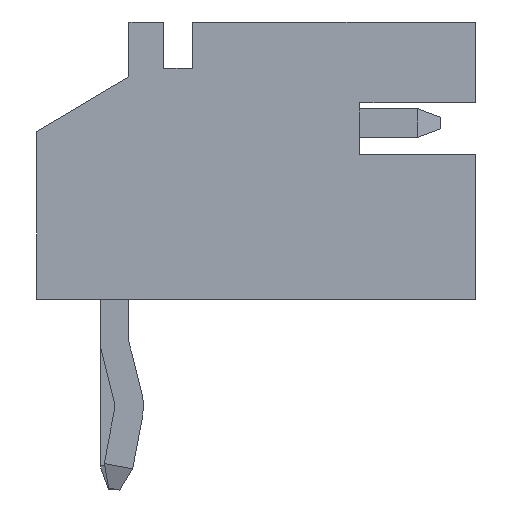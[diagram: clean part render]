
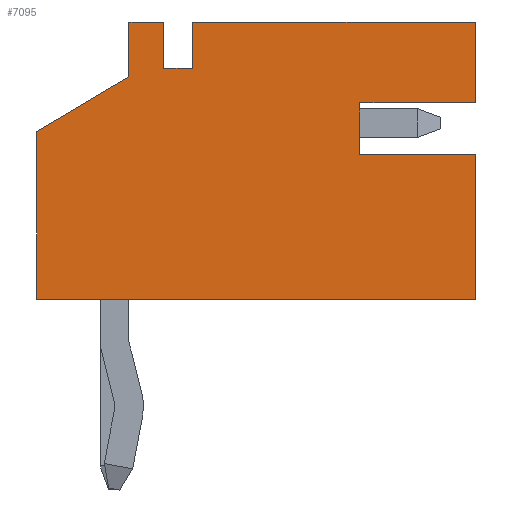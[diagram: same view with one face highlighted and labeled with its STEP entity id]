
A CAD part, left-side view. The second image highlights one B-rep face of the part: STEP entity #7095.
In plain terms, the highlighted face is planar.
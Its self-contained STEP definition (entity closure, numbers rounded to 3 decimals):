
#1339=ORIENTED_EDGE('',*,*,#2130,.F.);
#1340=ORIENTED_EDGE('',*,*,#2128,.F.);
#1341=ORIENTED_EDGE('',*,*,#1984,.F.);
#1342=ORIENTED_EDGE('',*,*,#1967,.F.);
#1343=ORIENTED_EDGE('',*,*,#2121,.T.);
#1344=ORIENTED_EDGE('',*,*,#2124,.T.);
#1345=ORIENTED_EDGE('',*,*,#2126,.T.);
#1346=ORIENTED_EDGE('',*,*,#1928,.F.);
#1347=ORIENTED_EDGE('',*,*,#2222,.F.);
#1348=ORIENTED_EDGE('',*,*,#2136,.F.);
#1349=ORIENTED_EDGE('',*,*,#2133,.F.);
#1350=ORIENTED_EDGE('',*,*,#2036,.F.);
#1351=ORIENTED_EDGE('',*,*,#2028,.F.);
#1352=ORIENTED_EDGE('',*,*,#2132,.F.);
#1928=EDGE_CURVE('',#2551,#2552,#3044,.T.);
#1967=EDGE_CURVE('',#2576,#2577,#3083,.T.);
#1984=EDGE_CURVE('',#2577,#2593,#3100,.T.);
#2028=EDGE_CURVE('',#2625,#2626,#3144,.T.);
#2036=EDGE_CURVE('',#2626,#2632,#3152,.T.);
#2121=EDGE_CURVE('',#2576,#2694,#3232,.T.);
#2124=EDGE_CURVE('',#2694,#2696,#3235,.T.);
#2126=EDGE_CURVE('',#2696,#2552,#3237,.T.);
#2128=EDGE_CURVE('',#2593,#2697,#3239,.T.);
#2130=EDGE_CURVE('',#2697,#2698,#3241,.T.);
#2132=EDGE_CURVE('',#2698,#2625,#3243,.T.);
#2133=EDGE_CURVE('',#2632,#2699,#3244,.T.);
#2136=EDGE_CURVE('',#2699,#2701,#3247,.T.);
#2222=EDGE_CURVE('',#2701,#2551,#3328,.T.);
#2551=VERTEX_POINT('',#9579);
#2552=VERTEX_POINT('',#9581);
#2576=VERTEX_POINT('',#9654);
#2577=VERTEX_POINT('',#9656);
#2593=VERTEX_POINT('',#9691);
#2625=VERTEX_POINT('',#9780);
#2626=VERTEX_POINT('',#9782);
#2632=VERTEX_POINT('',#9797);
#2694=VERTEX_POINT('',#9955);
#2696=VERTEX_POINT('',#9961);
#2697=VERTEX_POINT('',#9969);
#2698=VERTEX_POINT('',#9973);
#2699=VERTEX_POINT('',#9979);
#2701=VERTEX_POINT('',#9985);
#3044=LINE('',#9580,#3690);
#3083=LINE('',#9655,#3729);
#3100=LINE('',#9690,#3746);
#3144=LINE('',#9781,#3790);
#3152=LINE('',#9796,#3798);
#3232=LINE('',#9956,#3878);
#3235=LINE('',#9962,#3881);
#3237=LINE('',#9965,#3883);
#3239=LINE('',#9968,#3885);
#3241=LINE('',#9972,#3887);
#3243=LINE('',#9976,#3889);
#3244=LINE('',#9978,#3890);
#3247=LINE('',#9984,#3893);
#3328=LINE('',#10162,#3974);
#3690=VECTOR('',#8159,1000.);
#3729=VECTOR('',#8220,1000.);
#3746=VECTOR('',#8241,1000.);
#3790=VECTOR('',#8313,1000.);
#3798=VECTOR('',#8323,1000.);
#3878=VECTOR('',#8437,1000.);
#3881=VECTOR('',#8442,1000.);
#3883=VECTOR('',#8446,1000.);
#3885=VECTOR('',#8450,1000.);
#3887=VECTOR('',#8454,1000.);
#3889=VECTOR('',#8458,1000.);
#3890=VECTOR('',#8461,1000.);
#3893=VECTOR('',#8466,1000.);
#3974=VECTOR('',#8681,1000.);
#4308=EDGE_LOOP('',(#1339,#1340,#1341,#1342,#1343,#1344,#1345,#1346,#1347,
#1348,#1349,#1350,#1351,#1352));
#4602=FACE_BOUND('',#4308,.T.);
#4853=PLANE('',#7464);
#7095=ADVANCED_FACE('',(#4602),#4853,.F.);
#7464=AXIS2_PLACEMENT_3D('',#10164,#8684,#8685);
#8159=DIRECTION('',(0.,0.,1.));
#8220=DIRECTION('',(0.,0.,1.));
#8241=DIRECTION('',(0.,1.,0.));
#8313=DIRECTION('',(0.,1.,0.));
#8323=DIRECTION('',(0.,0.,-1.));
#8437=DIRECTION('',(0.,1.,0.));
#8442=DIRECTION('',(0.,0.,-1.));
#8446=DIRECTION('',(0.,-1.,0.));
#8450=DIRECTION('',(0.,0.,-1.));
#8454=DIRECTION('',(0.,1.,0.));
#8458=DIRECTION('',(0.,0.,1.));
#8461=DIRECTION('',(0.,-1.,0.));
#8466=DIRECTION('',(0.,-0.511,0.86));
#8681=DIRECTION('',(0.,-1.,0.));
#8684=DIRECTION('',(-1.,0.,0.));
#8685=DIRECTION('',(0.,0.,1.));
#9579=CARTESIAN_POINT('',(7.,-2.4,-3.));
#9580=CARTESIAN_POINT('',(7.,-2.4,-3.));
#9581=CARTESIAN_POINT('',(7.,-2.4,-2.4));
#9654=CARTESIAN_POINT('',(7.,-2.4,-1.9));
#9655=CARTESIAN_POINT('',(7.,-2.4,-3.));
#9656=CARTESIAN_POINT('',(7.,-2.4,3.));
#9690=CARTESIAN_POINT('',(7.,-2.4,3.));
#9691=CARTESIAN_POINT('',(7.,-1.,3.));
#9780=CARTESIAN_POINT('',(7.,-0.1,3.));
#9781=CARTESIAN_POINT('',(7.,-2.4,3.));
#9782=CARTESIAN_POINT('',(7.,2.4,3.));
#9796=CARTESIAN_POINT('',(7.,2.4,3.));
#9797=CARTESIAN_POINT('',(7.,2.4,-4.6));
#9955=CARTESIAN_POINT('',(7.,-1.6,-1.9));
#9956=CARTESIAN_POINT('',(7.,-2.4,-1.9));
#9961=CARTESIAN_POINT('',(7.,-1.6,-2.4));
#9962=CARTESIAN_POINT('',(7.,-1.6,-1.9));
#9965=CARTESIAN_POINT('',(7.,-1.6,-2.4));
#9968=CARTESIAN_POINT('',(7.,-1.,3.));
#9969=CARTESIAN_POINT('',(7.,-1.,1.));
#9972=CARTESIAN_POINT('',(7.,-1.,1.));
#9973=CARTESIAN_POINT('',(7.,-0.1,1.));
#9976=CARTESIAN_POINT('',(7.,-0.1,1.));
#9978=CARTESIAN_POINT('',(7.,2.4,-4.6));
#9979=CARTESIAN_POINT('',(7.,-0.5,-4.6));
#9984=CARTESIAN_POINT('',(7.,-0.5,-4.6));
#9985=CARTESIAN_POINT('',(7.,-1.45,-3.));
#10162=CARTESIAN_POINT('',(7.,2.4,-3.));
#10164=CARTESIAN_POINT('',(7.,0.,0.));
